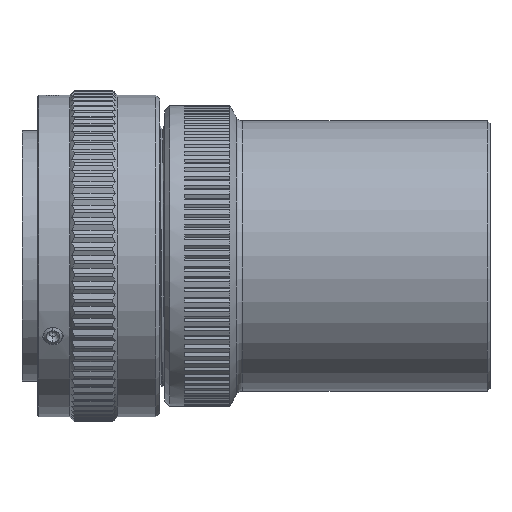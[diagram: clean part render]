
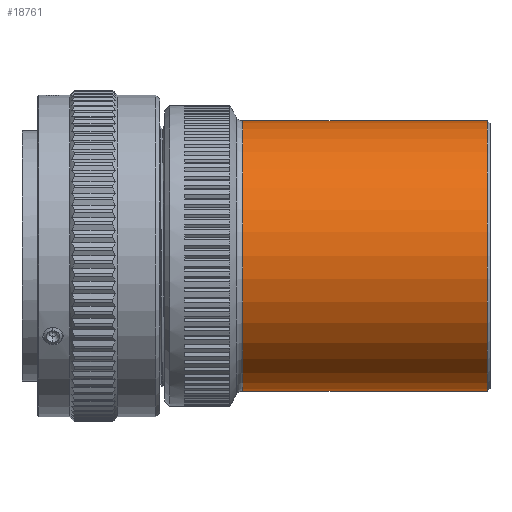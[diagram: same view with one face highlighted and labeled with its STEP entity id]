
A CAD part, top view. The second image highlights one B-rep face of the part: STEP entity #18761.
In plain terms, the highlighted cylindrical face has radius 27 mm (diameter 54 mm), a partial arc.
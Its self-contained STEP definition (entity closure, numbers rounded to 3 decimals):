
#46=CARTESIAN_POINT('',(64.5,0.,0.));
#47=DIRECTION('',(1.,0.,0.));
#48=DIRECTION('',(0.,1.,0.));
#49=AXIS2_PLACEMENT_3D('',#46,#47,#48);
#51=DIRECTION('',(-1.,0.,0.));
#52=VECTOR('',#51,48.902);
#53=CARTESIAN_POINT('',(64.5,27.,0.));
#54=LINE('1215',#53,#52);
#55=DIRECTION('',(-1.,0.,0.));
#56=VECTOR('',#55,48.902);
#57=CARTESIAN_POINT('',(64.5,-27.,0.));
#58=LINE('1219',#57,#56);
#79=CARTESIAN_POINT('',(15.598,0.,0.));
#80=DIRECTION('',(1.,0.,0.));
#81=DIRECTION('',(0.,1.,0.));
#82=AXIS2_PLACEMENT_3D('',#79,#80,#81);
#15685=CARTESIAN_POINT('',(64.5,27.,0.));
#15686=CARTESIAN_POINT('',(15.598,27.,0.));
#15687=VERTEX_POINT('',#15685);
#15688=VERTEX_POINT('',#15686);
#15697=CARTESIAN_POINT('',(64.5,-27.,0.));
#15698=CARTESIAN_POINT('',(15.598,-27.,0.));
#15699=VERTEX_POINT('',#15697);
#15700=VERTEX_POINT('',#15698);
#18747=CARTESIAN_POINT('',(-3.25,0.,0.));
#18748=DIRECTION('',(1.,0.,0.));
#18749=DIRECTION('',(0.,-1.,0.));
#18750=AXIS2_PLACEMENT_3D('',#18747,#18748,#18749);
#18751=CYLINDRICAL_SURFACE('246',#18750,27.);
#18753=ORIENTED_EDGE('1215',*,*,#18752,.F.);
#18754=ORIENTED_EDGE('1266',*,*,#18735,.T.);
#18756=ORIENTED_EDGE('1219',*,*,#18755,.T.);
#18758=ORIENTED_EDGE('1259',*,*,#18757,.F.);
#18759=EDGE_LOOP('246',(#18753,#18754,#18756,#18758));
#18760=FACE_OUTER_BOUND('246',#18759,.F.);
#50=CIRCLE('1266',#49,27.);
#83=CIRCLE('1259',#82,27.);
#18735=EDGE_CURVE('1266',#15687,#15699,#50,.T.);
#18752=EDGE_CURVE('1215',#15687,#15688,#54,.T.);
#18755=EDGE_CURVE('1219',#15699,#15700,#58,.T.);
#18757=EDGE_CURVE('1259',#15688,#15700,#83,.T.);
#18761=ADVANCED_FACE('246',(#18760),#18751,.T.);
